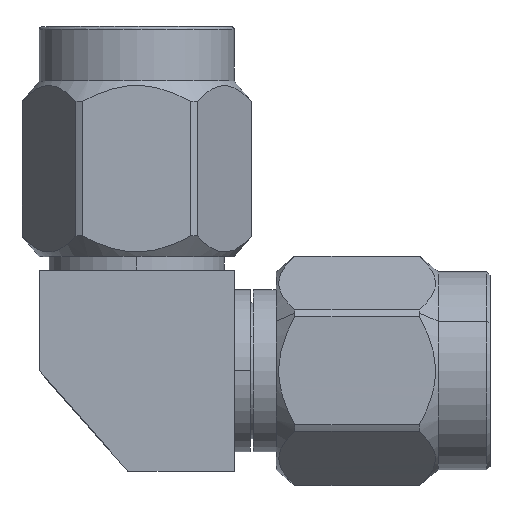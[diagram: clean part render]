
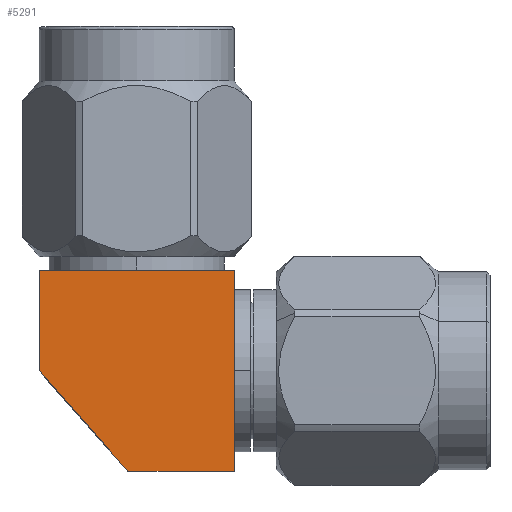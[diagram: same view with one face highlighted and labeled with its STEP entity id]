
A CAD part, top view. The second image highlights one B-rep face of the part: STEP entity #5291.
In plain terms, the highlighted planar face has unit normal (0, 0, 1).
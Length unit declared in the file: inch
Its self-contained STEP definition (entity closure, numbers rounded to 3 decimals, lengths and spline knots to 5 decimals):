
#189 = CARTESIAN_POINT ( 'NONE',  ( -0.15042, 0., 0.155 ) ) ;
#287 = EDGE_CURVE ( 'NONE', #5967, #5469, #2729, .T. ) ;
#317 = DIRECTION ( 'NONE',  ( 0., 0., 1. ) ) ;
#429 = VERTEX_POINT ( 'NONE', #4958 ) ;
#469 = EDGE_CURVE ( 'NONE', #2537, #5967, #1712, .T. ) ;
#524 = CARTESIAN_POINT ( 'NONE',  ( 0.15042, 0.155, 0.155 ) ) ;
#615 = ORIENTED_EDGE ( 'NONE', *, *, #1986, .T. ) ;
#1016 = CARTESIAN_POINT ( 'NONE',  ( 0., 0.155, 0.155 ) ) ;
#1108 = ORIENTED_EDGE ( 'NONE', *, *, #287, .T. ) ;
#1204 = DIRECTION ( 'NONE',  ( 1., 0., 0. ) ) ;
#1712 = LINE ( 'NONE', #4910, #4716 ) ;
#1837 = CARTESIAN_POINT ( 'NONE',  ( 0., 0., 0.155 ) ) ;
#1843 = AXIS2_PLACEMENT_3D ( 'NONE', #1837, #317, #4009 ) ;
#1872 = VECTOR ( 'NONE', #4747, 39.37008 ) ;
#1890 = PLANE ( 'NONE',  #1843 ) ;
#1986 = EDGE_CURVE ( 'NONE', #5469, #429, #6483, .T. ) ;
#1993 = CARTESIAN_POINT ( 'NONE',  ( 0.15042, -0.155, 0.155 ) ) ;
#2132 = VECTOR ( 'NONE', #5008, 39.37008 ) ;
#2329 = EDGE_CURVE ( 'NONE', #429, #5938, #5061, .T. ) ;
#2537 = VERTEX_POINT ( 'NONE', #2917 ) ;
#2632 = LINE ( 'NONE', #2999, #5404 ) ;
#2678 = EDGE_CURVE ( 'NONE', #5938, #2537, #2632, .T. ) ;
#2729 = LINE ( 'NONE', #6807, #5424 ) ;
#2783 = DIRECTION ( 'NONE',  ( 0., 1., 0. ) ) ;
#2917 = CARTESIAN_POINT ( 'NONE',  ( -0.01361, -0.155, 0.155 ) ) ;
#2999 = CARTESIAN_POINT ( 'NONE',  ( -0.15042, 0., 0.155 ) ) ;
#3318 = CARTESIAN_POINT ( 'NONE',  ( -0.15042, 0., 0.155 ) ) ;
#3779 = ORIENTED_EDGE ( 'NONE', *, *, #469, .T. ) ;
#4009 = DIRECTION ( 'NONE',  ( 1., 0., 0. ) ) ;
#4077 = DIRECTION ( 'NONE',  ( 0.662, -0.75, 0. ) ) ;
#4419 = FACE_OUTER_BOUND ( 'NONE', #6705, .T. ) ;
#4716 = VECTOR ( 'NONE', #1204, 39.37008 ) ;
#4747 = DIRECTION ( 'NONE',  ( -1., 0., 0. ) ) ;
#4910 = CARTESIAN_POINT ( 'NONE',  ( 0., -0.155, 0.155 ) ) ;
#4958 = CARTESIAN_POINT ( 'NONE',  ( -0.15042, 0.155, 0.155 ) ) ;
#5008 = DIRECTION ( 'NONE',  ( 0., -1., 0. ) ) ;
#5061 = LINE ( 'NONE', #3318, #2132 ) ;
#5168 = ORIENTED_EDGE ( 'NONE', *, *, #2329, .T. ) ;
#5291 = ADVANCED_FACE ( 'NONE', ( #4419 ), #1890, .T. ) ;
#5404 = VECTOR ( 'NONE', #4077, 39.37008 ) ;
#5424 = VECTOR ( 'NONE', #2783, 39.37008 ) ;
#5469 = VERTEX_POINT ( 'NONE', #524 ) ;
#5938 = VERTEX_POINT ( 'NONE', #189 ) ;
#5967 = VERTEX_POINT ( 'NONE', #1993 ) ;
#6483 = LINE ( 'NONE', #1016, #1872 ) ;
#6705 = EDGE_LOOP ( 'NONE', ( #6821, #3779, #1108, #615, #5168 ) ) ;
#6807 = CARTESIAN_POINT ( 'NONE',  ( 0.15042, 0., 0.155 ) ) ;
#6821 = ORIENTED_EDGE ( 'NONE', *, *, #2678, .T. ) ;
